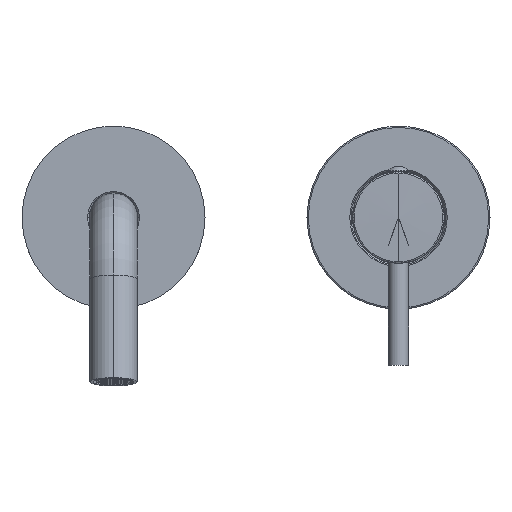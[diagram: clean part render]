
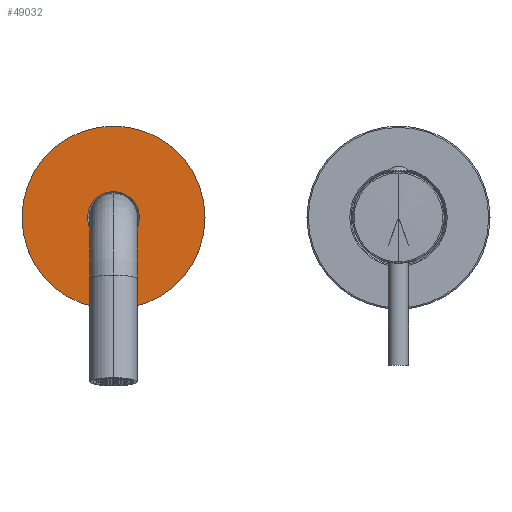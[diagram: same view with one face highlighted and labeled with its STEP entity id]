
A CAD part, top view. The second image highlights one B-rep face of the part: STEP entity #49032.
In plain terms, the highlighted planar face has unit normal (0, 0, 1).
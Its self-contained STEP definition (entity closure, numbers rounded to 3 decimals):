
#48416=CARTESIAN_POINT('',(-109.,0.,59.));
#48417=DIRECTION('',(0.,0.,1.));
#48418=DIRECTION('',(-1.,0.,0.));
#48419=AXIS2_PLACEMENT_3D('',#48416,#48417,#48418);
#48421=CARTESIAN_POINT('',(-109.,0.,59.));
#48422=DIRECTION('',(0.,0.,-1.));
#48423=DIRECTION('',(-1.,0.,0.));
#48424=AXIS2_PLACEMENT_3D('',#48421,#48422,#48423);
#48426=CARTESIAN_POINT('',(-109.,0.,59.));
#48427=DIRECTION('',(0.,0.,1.));
#48428=DIRECTION('',(-1.,0.,0.));
#48429=AXIS2_PLACEMENT_3D('',#48426,#48427,#48428);
#48431=CARTESIAN_POINT('',(-109.,0.,59.));
#48432=DIRECTION('',(0.,0.,1.));
#48433=DIRECTION('',(1.,0.,0.));
#48434=AXIS2_PLACEMENT_3D('',#48431,#48432,#48433);
#48477=CARTESIAN_POINT('',(-144.,0.,59.));
#48479=VERTEX_POINT('',#48477);
#48489=CARTESIAN_POINT('',(-74.,0.,59.));
#48491=VERTEX_POINT('',#48489);
#48520=CARTESIAN_POINT('',(-118.9,0.,59.));
#48521=CARTESIAN_POINT('',(-99.1,0.,59.));
#48522=VERTEX_POINT('',#48520);
#48523=VERTEX_POINT('',#48521);
#49019=CARTESIAN_POINT('',(-109.,0.,59.));
#49020=DIRECTION('',(0.,0.,-1.));
#49021=DIRECTION('',(1.,0.,0.));
#49022=AXIS2_PLACEMENT_3D('',#49019,#49020,#49021);
#49023=PLANE('',#49022);
#49024=ORIENTED_EDGE('',*,*,#49005,.F.);
#49025=ORIENTED_EDGE('',*,*,#48987,.T.);
#49026=EDGE_LOOP('',(#49024,#49025));
#49027=FACE_OUTER_BOUND('',#49026,.F.);
#49028=ORIENTED_EDGE('',*,*,#48571,.T.);
#49029=ORIENTED_EDGE('',*,*,#48593,.T.);
#49030=EDGE_LOOP('',(#49028,#49029));
#49031=FACE_BOUND('',#49030,.F.);
#49032=ADVANCED_FACE('',(#49027,#49031),#49023,.F.);
#48420=CIRCLE('',#48419,35.);
#48425=CIRCLE('',#48424,35.);
#48430=CIRCLE('',#48429,9.9);
#48435=CIRCLE('',#48434,9.9);
#48571=EDGE_CURVE('',#48522,#48523,#48430,.T.);
#48593=EDGE_CURVE('',#48523,#48522,#48435,.T.);
#48987=EDGE_CURVE('',#48479,#48491,#48425,.T.);
#49005=EDGE_CURVE('',#48479,#48491,#48420,.T.);
